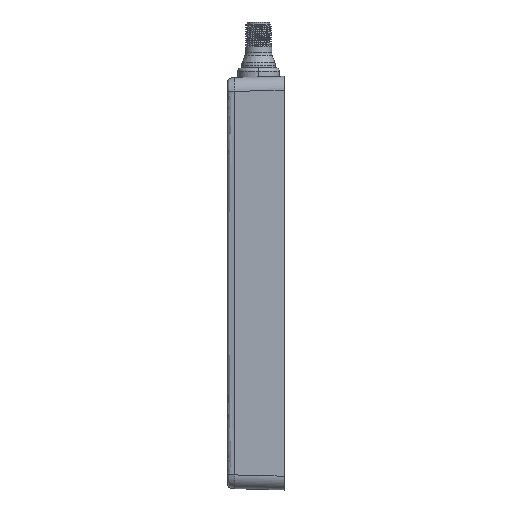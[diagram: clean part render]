
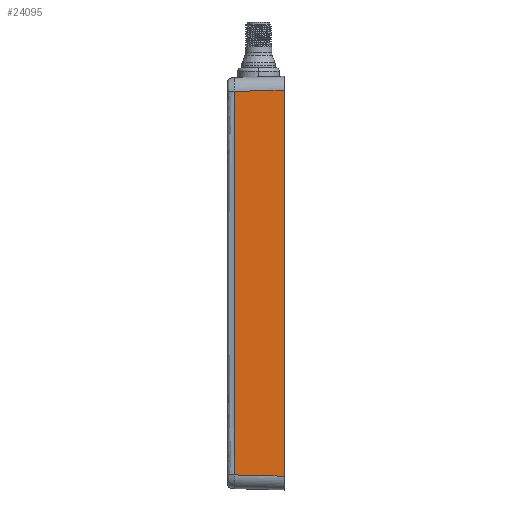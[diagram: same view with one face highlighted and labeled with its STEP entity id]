
A CAD part, left-side view. The second image highlights one B-rep face of the part: STEP entity #24095.
In plain terms, the highlighted planar face has unit normal (-1, 0.026, 0).
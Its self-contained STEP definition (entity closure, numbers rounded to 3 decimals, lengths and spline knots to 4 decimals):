
#108=CARTESIAN_POINT('',(-3.5453,0.,-3.4711));
#116=DIRECTION('',(0.,0.,-1.));
#117=VECTOR('',#116,6.9423);
#118=CARTESIAN_POINT('',(-3.5453,0.,3.4711));
#119=LINE('',#118,#117);
#126=CARTESIAN_POINT('',(-3.5453,0.,3.4711));
#768=CARTESIAN_POINT('',(-3.5218,0.8977,3.4476));
#1083=DIRECTION('',(0.,0.,1.));
#1084=VECTOR('',#1083,6.8953);
#1085=CARTESIAN_POINT('',(-3.5218,0.8977,
-3.4476));
#1086=LINE('',#1085,#1084);
#1087=DIRECTION('',(-0.026,-0.999,0.026));
#1088=VECTOR('',#1087,0.8983);
#1089=CARTESIAN_POINT('',(-3.5218,0.8977,
3.4476));
#1090=LINE('',#1089,#1088);
#1091=DIRECTION('',(-0.026,-0.999,-0.026));
#1092=VECTOR('',#1091,0.8983);
#1093=CARTESIAN_POINT('',(-3.5218,0.8977,
-3.4476));
#1094=LINE('',#1093,#1092);
#21493=VERTEX_POINT('',#126);
#21494=VERTEX_POINT('',#108);
#21517=VERTEX_POINT('',#768);
#21520=CARTESIAN_POINT('',(-3.5218,0.8977,
-3.4476));
#21521=VERTEX_POINT('',#21520);
#24083=CARTESIAN_POINT('',(-3.5453,0.,-3.7693));
#24084=DIRECTION('',(-1.,0.026,0.));
#24085=DIRECTION('',(0.,0.,-1.));
#24086=AXIS2_PLACEMENT_3D('',#24083,#24084,#24085);
#24087=PLANE('',#24086);
#24088=ORIENTED_EDGE('',*,*,#24077,.T.);
#24089=ORIENTED_EDGE('',*,*,#23630,.T.);
#24090=ORIENTED_EDGE('',*,*,#23092,.T.);
#24092=ORIENTED_EDGE('',*,*,#24091,.F.);
#24093=EDGE_LOOP('',(#24088,#24089,#24090,#24092));
#24094=FACE_OUTER_BOUND('',#24093,.F.);
#24095=ADVANCED_FACE('',(#24094),#24087,.T.);
#23092=EDGE_CURVE('',#21493,#21494,#119,.T.);
#23630=EDGE_CURVE('',#21517,#21493,#1090,.T.);
#24077=EDGE_CURVE('',#21521,#21517,#1086,.T.);
#24091=EDGE_CURVE('',#21521,#21494,#1094,.T.);
